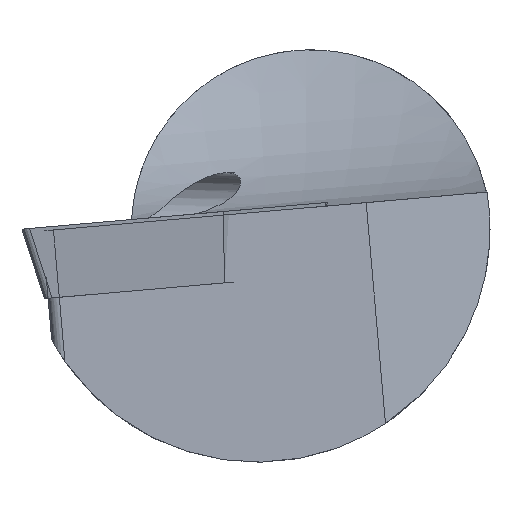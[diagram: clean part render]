
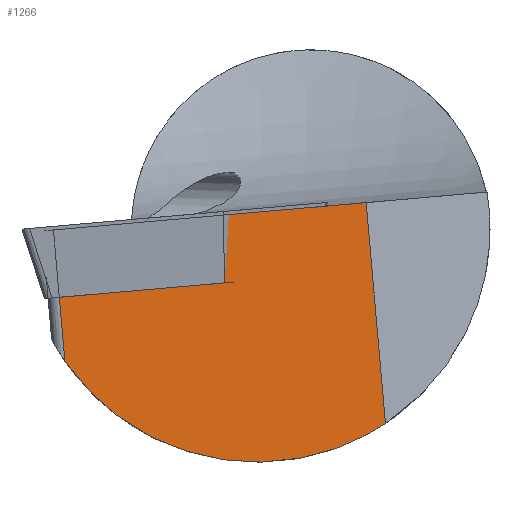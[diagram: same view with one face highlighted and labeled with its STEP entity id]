
A CAD part, front view. The second image highlights one B-rep face of the part: STEP entity #1266.
In plain terms, the highlighted face is planar.
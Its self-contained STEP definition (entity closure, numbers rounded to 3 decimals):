
#93=ELLIPSE('',#1429,13.018,13.);
#411=ORIENTED_EDGE('',*,*,#609,.F.);
#412=ORIENTED_EDGE('',*,*,#633,.T.);
#413=ORIENTED_EDGE('',*,*,#595,.T.);
#414=ORIENTED_EDGE('',*,*,#634,.F.);
#595=EDGE_CURVE('',#737,#736,#846,.T.);
#609=EDGE_CURVE('',#749,#745,#93,.F.);
#633=EDGE_CURVE('',#749,#737,#860,.T.);
#634=EDGE_CURVE('',#745,#736,#861,.T.);
#736=VERTEX_POINT('',#2092);
#737=VERTEX_POINT('',#2094);
#745=VERTEX_POINT('',#2119);
#749=VERTEX_POINT('',#2140);
#846=LINE('',#2093,#943);
#860=LINE('',#2243,#957);
#861=LINE('',#2244,#958);
#943=VECTOR('',#1717,1000.);
#957=VECTOR('',#1779,1000.);
#958=VECTOR('',#1780,1000.);
#1040=EDGE_LOOP('',(#411,#412,#413,#414));
#1138=FACE_BOUND('',#1040,.T.);
#1197=PLANE('',#1447);
#1266=ADVANCED_FACE('',(#1138),#1197,.F.);
#1429=AXIS2_PLACEMENT_3D('',#2141,#1733,#1734);
#1447=AXIS2_PLACEMENT_3D('',#2242,#1777,#1778);
#1717=DIRECTION('',(-0.052,0.995,-0.087));
#1733=DIRECTION('',(-0.999,-0.052,0.005));
#1734=DIRECTION('',(-0.052,0.995,-0.087));
#1777=DIRECTION('',(0.999,0.052,-0.005));
#1778=DIRECTION('',(0.052,-0.999,0.));
#1779=DIRECTION('',(0.,0.087,0.996));
#1780=DIRECTION('',(0.,0.087,0.996));
#2092=CARTESIAN_POINT('',(0.57,14.352,-0.048));
#2093=CARTESIAN_POINT('',(1.135,3.616,0.891));
#2094=CARTESIAN_POINT('',(1.488,-3.091,1.478));
#2119=CARTESIAN_POINT('',(0.57,13.711,-7.367));
#2140=CARTESIAN_POINT('',(1.488,-4.169,-10.844));
#2141=CARTESIAN_POINT('',(1.163,3.,0.));
#2242=CARTESIAN_POINT('',(1.087,2.812,-18.914));
#2243=CARTESIAN_POINT('',(1.488,-4.817,-18.246));
#2244=CARTESIAN_POINT('',(0.57,12.626,-19.772));
